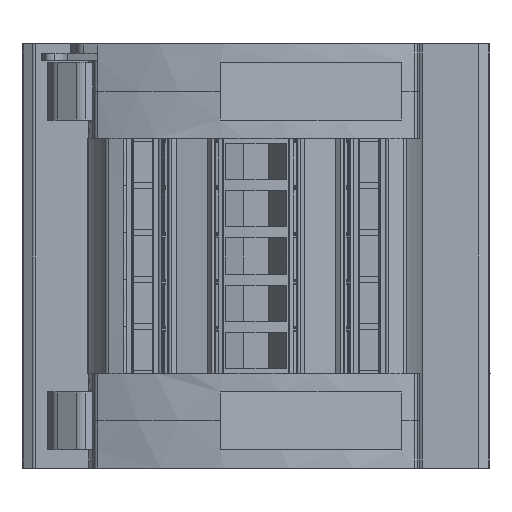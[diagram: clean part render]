
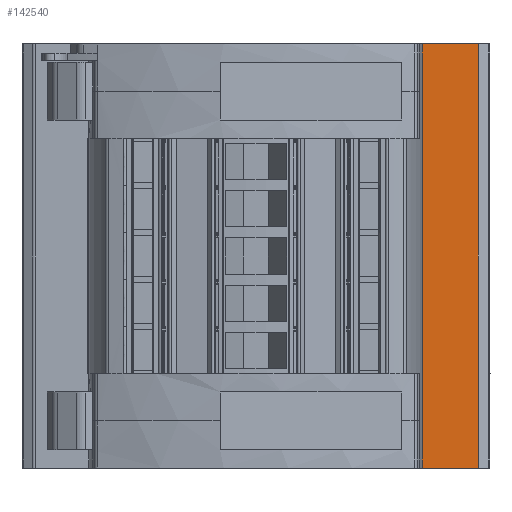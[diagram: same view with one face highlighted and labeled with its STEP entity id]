
A CAD part, front view. The second image highlights one B-rep face of the part: STEP entity #142540.
In plain terms, the highlighted face is planar.
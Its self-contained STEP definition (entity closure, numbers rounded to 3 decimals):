
#135620=CARTESIAN_POINT('',(-16.925,24.358,
7.03));
#135630=VERTEX_POINT('',#135620);
#135660=CARTESIAN_POINT('',(-16.925,14.887,
7.03));
#135670=DIRECTION('',(0.,-1.,0.));
#135680=VECTOR('',#135670,1.);
#135690=LINE('',#135660,#135680);
#135700=CARTESIAN_POINT('',(-16.925,12.078,
7.03));
#135710=VERTEX_POINT('',#135700);
#135720=EDGE_CURVE('',#135630,#135710,#135690,.T.);
#141790=CARTESIAN_POINT('',(-25.075,24.358,
7.03));
#141800=VERTEX_POINT('',#141790);
#141830=CARTESIAN_POINT('',(-33.225,24.358,
7.03));
#141840=DIRECTION('',(-1.,0.,0.));
#141850=VECTOR('',#141840,1.);
#141860=LINE('',#141830,#141850);
#141870=EDGE_CURVE('',#135630,#141800,#141860,.T.);
#141990=CARTESIAN_POINT('',(-26.514,25.217,
7.03));
#142000=DIRECTION('',(0.,0.,-1.));
#142010=DIRECTION('',(1.,0.,0.));
#142020=AXIS2_PLACEMENT_3D('',#141990,#142000,#142010);
#142030=PLANE('',#142020);
#142040=ORIENTED_EDGE('',*,*,#135720,.T.);
#142050=ORIENTED_EDGE('',*,*,#141870,.F.);
#142060=CARTESIAN_POINT('',(-16.925,24.358,
7.03));
#142070=DIRECTION('',(1.,0.,0.));
#142080=VECTOR('',#142070,1.);
#142090=LINE('',#142060,#142080);
#142100=CARTESIAN_POINT('',(-33.225,24.358,
7.03));
#142110=VERTEX_POINT('',#142100);
#142120=EDGE_CURVE('',#142110,#141800,#142090,.T.);
#142130=ORIENTED_EDGE('',*,*,#142120,.T.);
#142140=CARTESIAN_POINT('',(-65.825,24.358,
7.03));
#142150=DIRECTION('',(1.,0.,0.));
#142160=VECTOR('',#142150,1.);
#142170=LINE('',#142140,#142160);
#142180=CARTESIAN_POINT('',(-73.975,24.358,
7.03));
#142190=VERTEX_POINT('',#142180);
#142200=EDGE_CURVE('',#142190,#142110,#142170,.T.);
#142210=ORIENTED_EDGE('',*,*,#142200,.T.);
#142220=CARTESIAN_POINT('',(-90.275,24.358,
7.03));
#142230=DIRECTION('',(-1.,0.,0.));
#142240=VECTOR('',#142230,1.);
#142250=LINE('',#142220,#142240);
#142260=CARTESIAN_POINT('',(-82.125,24.358,
7.03));
#142270=VERTEX_POINT('',#142260);
#142280=EDGE_CURVE('',#142190,#142270,#142250,.T.);
#142290=ORIENTED_EDGE('',*,*,#142280,.F.);
#142300=CARTESIAN_POINT('',(-73.975,24.358,
7.03));
#142310=DIRECTION('',(1.,0.,0.));
#142320=VECTOR('',#142310,1.);
#142330=LINE('',#142300,#142320);
#142340=CARTESIAN_POINT('',(-90.275,24.358,
7.03));
#142350=VERTEX_POINT('',#142340);
#142360=EDGE_CURVE('',#142350,#142270,#142330,.T.);
#142370=ORIENTED_EDGE('',*,*,#142360,.T.);
#142380=CARTESIAN_POINT('',(-90.275,14.887,
7.03));
#142390=DIRECTION('',(0.,1.,0.));
#142400=VECTOR('',#142390,1.);
#142410=LINE('',#142380,#142400);
#142420=CARTESIAN_POINT('',(-90.275,12.078,
7.03));
#142430=VERTEX_POINT('',#142420);
#142440=EDGE_CURVE('',#142430,#142350,#142410,.T.);
#142450=ORIENTED_EDGE('',*,*,#142440,.T.);
#142460=CARTESIAN_POINT('',(-16.925,12.078,
7.03));
#142470=DIRECTION('',(-1.,0.,0.));
#142480=VECTOR('',#142470,1.);
#142490=LINE('',#142460,#142480);
#142500=EDGE_CURVE('',#135710,#142430,#142490,.T.);
#142510=ORIENTED_EDGE('',*,*,#142500,.T.);
#142520=EDGE_LOOP('',(#142510,#142450,#142370,#142290,#142210,#142130,
#142050,#142040));
#142530=FACE_OUTER_BOUND('',#142520,.T.);
#142540=ADVANCED_FACE('',(#142530),#142030,.T.);
